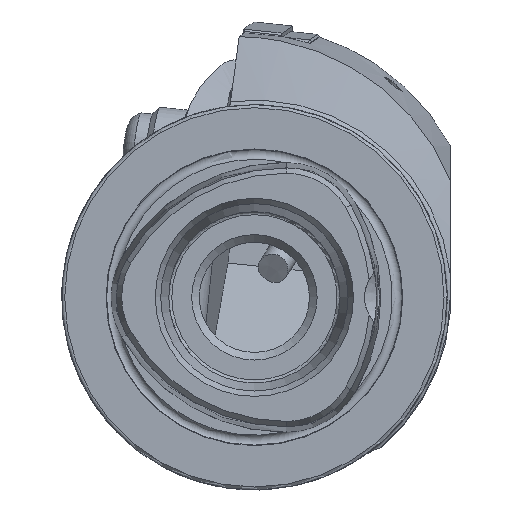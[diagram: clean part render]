
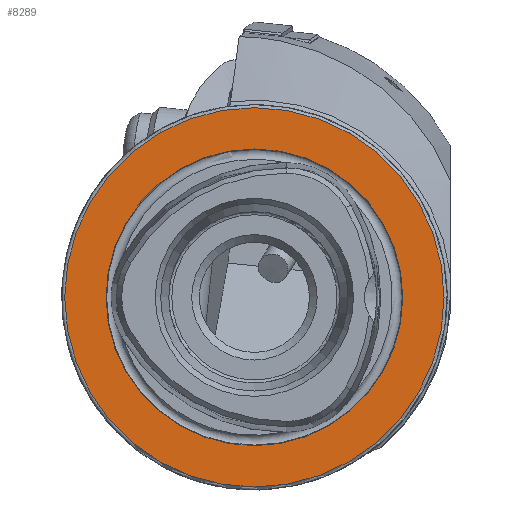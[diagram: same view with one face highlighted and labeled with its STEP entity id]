
A CAD part, left-side view. The second image highlights one B-rep face of the part: STEP entity #8289.
In plain terms, the highlighted planar face has unit normal (-1, 0, 0).
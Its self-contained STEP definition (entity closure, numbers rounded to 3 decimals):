
#637 = EDGE_CURVE ( 'NONE', #8449, #8449, #5107, .T. ) ;
#1309 = EDGE_CURVE ( 'NONE', #6919, #6919, #3574, .T. ) ;
#1336 = DIRECTION ( 'NONE',  ( 0., 0., -1. ) ) ;
#1679 = ORIENTED_EDGE ( 'NONE', *, *, #637, .T. ) ;
#2669 = CARTESIAN_POINT ( 'NONE',  ( 0., 0., 0. ) ) ;
#2944 = EDGE_LOOP ( 'NONE', ( #1679 ) ) ;
#3117 = DIRECTION ( 'NONE',  ( 0., 0., 1. ) ) ;
#3295 = EDGE_LOOP ( 'NONE', ( #8833 ) ) ;
#3574 = CIRCLE ( 'NONE', #9235, 24.25 ) ;
#3732 = CARTESIAN_POINT ( 'NONE',  ( 0., 0., 24.25 ) ) ;
#3761 = PLANE ( 'NONE',  #5579 ) ;
#4662 = FACE_OUTER_BOUND ( 'NONE', #2944, .T. ) ;
#5048 = FACE_BOUND ( 'NONE', #3295, .T. ) ;
#5107 = CIRCLE ( 'NONE', #8609, 31. ) ;
#5367 = CARTESIAN_POINT ( 'NONE',  ( 0., 0., 31. ) ) ;
#5579 = AXIS2_PLACEMENT_3D ( 'NONE', #8630, #9376, #1336 ) ;
#6666 = DIRECTION ( 'NONE',  ( -1., 0., 0. ) ) ;
#6919 = VERTEX_POINT ( 'NONE', #3732 ) ;
#7171 = DIRECTION ( 'NONE',  ( -1., 0., 0. ) ) ;
#8289 = ADVANCED_FACE ( 'NONE', ( #5048, #4662 ), #3761, .F. ) ;
#8322 = DIRECTION ( 'NONE',  ( 0., 0., 1. ) ) ;
#8449 = VERTEX_POINT ( 'NONE', #5367 ) ;
#8609 = AXIS2_PLACEMENT_3D ( 'NONE', #10408, #7171, #3117 ) ;
#8630 = CARTESIAN_POINT ( 'NONE',  ( 0., 24.25, 0. ) ) ;
#8833 = ORIENTED_EDGE ( 'NONE', *, *, #1309, .F. ) ;
#9235 = AXIS2_PLACEMENT_3D ( 'NONE', #2669, #6666, #8322 ) ;
#9376 = DIRECTION ( 'NONE',  ( 1., 0., 0. ) ) ;
#10408 = CARTESIAN_POINT ( 'NONE',  ( 0., 0., 0. ) ) ;
